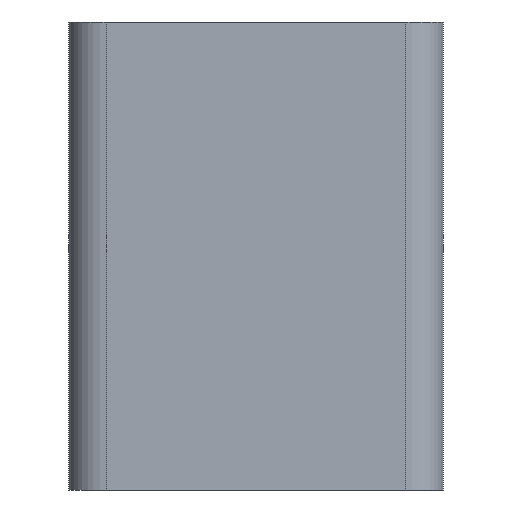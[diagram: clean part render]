
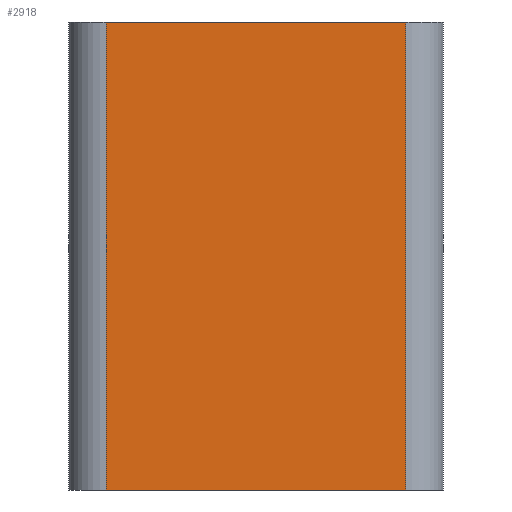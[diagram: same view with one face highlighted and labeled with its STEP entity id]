
A CAD part, left-side view. The second image highlights one B-rep face of the part: STEP entity #2918.
In plain terms, the highlighted planar face has unit normal (-1, 0, 0).
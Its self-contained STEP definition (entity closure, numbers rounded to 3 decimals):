
#505 = DIRECTION ( 'NONE',  ( 0., 0., -1. ) ) ;
#553 = VERTEX_POINT ( 'NONE', #3275 ) ;
#836 = VERTEX_POINT ( 'NONE', #5290 ) ;
#886 = VECTOR ( 'NONE', #6912, 1000. ) ;
#908 = DIRECTION ( 'NONE',  ( 0., -1., 0. ) ) ;
#1088 = CARTESIAN_POINT ( 'NONE',  ( -40., 16., 25. ) ) ;
#1171 = EDGE_CURVE ( 'NONE', #553, #2717, #4299, .T. ) ;
#1671 = EDGE_LOOP ( 'NONE', ( #3464, #3628, #2422, #3072 ) ) ;
#2117 = DIRECTION ( 'NONE',  ( 1., 0., 0. ) ) ;
#2422 = ORIENTED_EDGE ( 'NONE', *, *, #1171, .F. ) ;
#2717 = VERTEX_POINT ( 'NONE', #6248 ) ;
#2918 = ADVANCED_FACE ( 'NONE', ( #3361 ), #7555, .F. ) ;
#2990 = CARTESIAN_POINT ( 'NONE',  ( -40., -16., -25. ) ) ;
#3072 = ORIENTED_EDGE ( 'NONE', *, *, #3395, .T. ) ;
#3275 = CARTESIAN_POINT ( 'NONE',  ( -40., 16., 25. ) ) ;
#3361 = FACE_OUTER_BOUND ( 'NONE', #1671, .T. ) ;
#3393 = LINE ( 'NONE', #5835, #5738 ) ;
#3395 = EDGE_CURVE ( 'NONE', #553, #836, #6981, .T. ) ;
#3464 = ORIENTED_EDGE ( 'NONE', *, *, #7175, .T. ) ;
#3628 = ORIENTED_EDGE ( 'NONE', *, *, #5818, .F. ) ;
#3680 = CARTESIAN_POINT ( 'NONE',  ( -40., -16., 25. ) ) ;
#3937 = CARTESIAN_POINT ( 'NONE',  ( -40., -16., 25. ) ) ;
#4299 = LINE ( 'NONE', #3680, #7001 ) ;
#4686 = VERTEX_POINT ( 'NONE', #2990 ) ;
#5108 = DIRECTION ( 'NONE',  ( 0., 1., 0. ) ) ;
#5290 = CARTESIAN_POINT ( 'NONE',  ( -40., 16., -25. ) ) ;
#5738 = VECTOR ( 'NONE', #505, 1000. ) ;
#5818 = EDGE_CURVE ( 'NONE', #2717, #4686, #3393, .T. ) ;
#5835 = CARTESIAN_POINT ( 'NONE',  ( -40., -16., 25. ) ) ;
#6046 = DIRECTION ( 'NONE',  ( 0., -1., 0. ) ) ;
#6190 = LINE ( 'NONE', #6228, #7504 ) ;
#6228 = CARTESIAN_POINT ( 'NONE',  ( -40., -16., -25. ) ) ;
#6248 = CARTESIAN_POINT ( 'NONE',  ( -40., -16., 25. ) ) ;
#6833 = AXIS2_PLACEMENT_3D ( 'NONE', #3937, #2117, #5108 ) ;
#6912 = DIRECTION ( 'NONE',  ( 0., 0., -1. ) ) ;
#6981 = LINE ( 'NONE', #1088, #886 ) ;
#7001 = VECTOR ( 'NONE', #6046, 1000. ) ;
#7175 = EDGE_CURVE ( 'NONE', #836, #4686, #6190, .T. ) ;
#7504 = VECTOR ( 'NONE', #908, 1000. ) ;
#7555 = PLANE ( 'NONE',  #6833 ) ;
